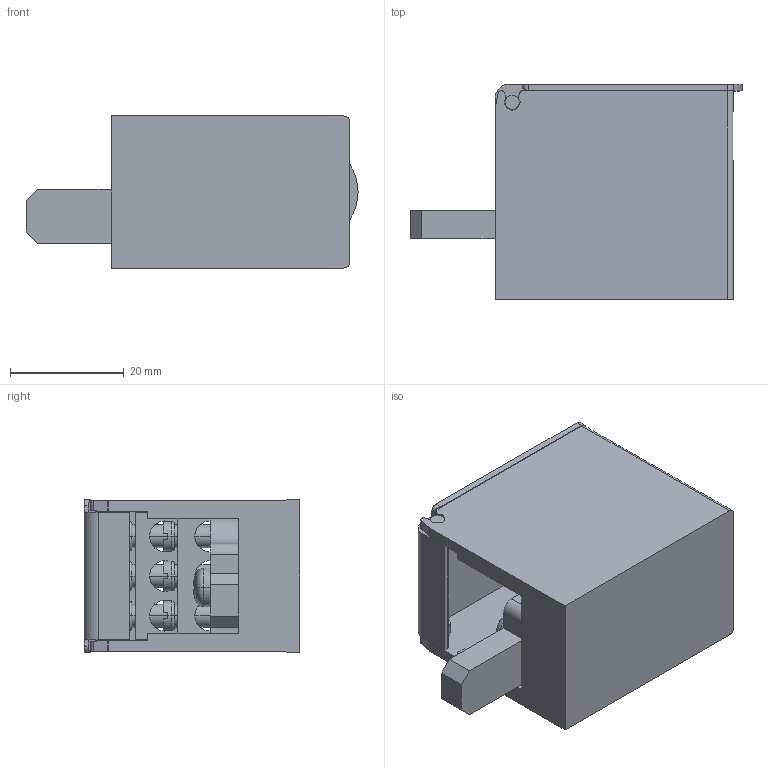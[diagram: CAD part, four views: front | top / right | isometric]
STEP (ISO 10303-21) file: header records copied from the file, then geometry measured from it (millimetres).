
FILE_DESCRIPTION((''),'2;1');
FILE_NAME('PRT0001','2023-12-04T',('dell'),(''),'PRO/ENGINEER BY PARAMETRIC TECHNOLOGY CORPORATION, 2013230','PRO/ENGINEER BY PARAMETRIC TECHNOLOGY CORPORATION, 2013230','');
FILE_SCHEMA(('AUTOMOTIVE_DESIGN { 1 0 10303 214 1 1 1 1 }'));
Length unit declared in the file: millimetre
Products named in the file (1): PRT0001
Bounding box: 58.5 x 38 x 26.8 mm (x, y, z)
Volume: 26582.5 mm3; surface area: 14634.7 mm2
Topology: 1 solids, 2 shells, 411 faces, 1198 edges, 777 vertices
Faces by surface type: plane 198, cylinder 149, cone 34, torus 14, sphere 14, bspline 2
Entity records: 16792 total; most frequent: CARTESIAN_POINT 4304, ORIENTED_EDGE 2366, DIRECTION 2135, EDGE_CURVE 1183, VERTEX_POINT 777, AXIS2_PLACEMENT_3D 752, VECTOR 631, LINE 631
